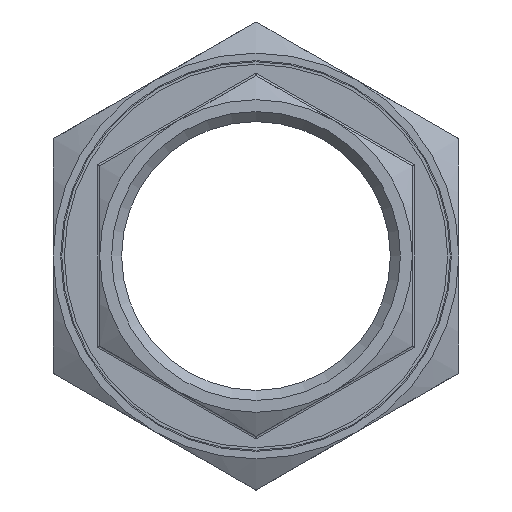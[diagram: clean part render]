
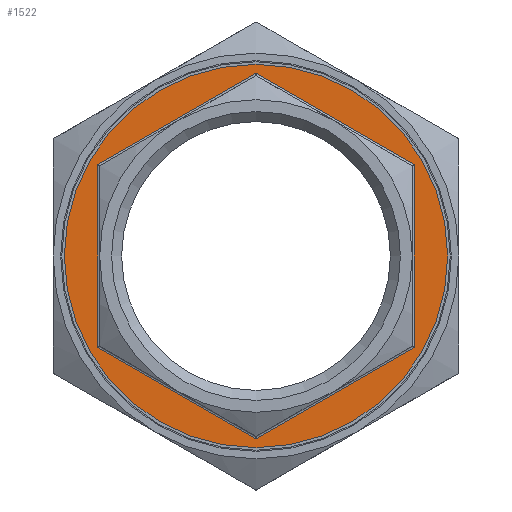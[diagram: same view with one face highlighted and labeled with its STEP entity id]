
A CAD part, front view. The second image highlights one B-rep face of the part: STEP entity #1522.
In plain terms, the highlighted planar face has unit normal (0, -1, 0).
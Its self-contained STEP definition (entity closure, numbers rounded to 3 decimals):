
#16=FACE_BOUND('',#420,.T.);
#112=CIRCLE('',#1682,51.5);
#230=PLANE('',#1681);
#314=FACE_OUTER_BOUND('',#419,.T.);
#419=EDGE_LOOP('',(#1300));
#420=EDGE_LOOP('',(#1301,#1302,#1303,#1304,#1305,#1306));
#505=LINE('',#2841,#565);
#509=LINE('',#2898,#569);
#513=LINE('',#2961,#573);
#517=LINE('',#3020,#577);
#521=LINE('',#3072,#581);
#527=LINE('',#3138,#587);
#565=VECTOR('',#1940,49.075);
#569=VECTOR('',#1956,49.075);
#573=VECTOR('',#1980,49.075);
#577=VECTOR('',#2000,49.075);
#581=VECTOR('',#2018,49.075);
#587=VECTOR('',#2050,49.075);
#695=VERTEX_POINT('',#2803);
#702=VERTEX_POINT('',#2840);
#708=VERTEX_POINT('',#2897);
#716=VERTEX_POINT('',#2960);
#722=VERTEX_POINT('',#3019);
#725=VERTEX_POINT('',#3050);
#732=VERTEX_POINT('',#3140);
#883=EDGE_CURVE('',#695,#702,#505,.T.);
#893=EDGE_CURVE('',#702,#708,#509,.T.);
#906=EDGE_CURVE('',#708,#716,#513,.T.);
#917=EDGE_CURVE('',#716,#722,#517,.T.);
#927=EDGE_CURVE('',#722,#725,#521,.T.);
#941=EDGE_CURVE('',#725,#695,#527,.T.);
#942=EDGE_CURVE('',#732,#732,#112,.T.);
#1300=ORIENTED_EDGE('',*,*,#942,.T.);
#1301=ORIENTED_EDGE('',*,*,#906,.F.);
#1302=ORIENTED_EDGE('',*,*,#893,.F.);
#1303=ORIENTED_EDGE('',*,*,#883,.F.);
#1304=ORIENTED_EDGE('',*,*,#941,.F.);
#1305=ORIENTED_EDGE('',*,*,#927,.F.);
#1306=ORIENTED_EDGE('',*,*,#917,.F.);
#1522=ADVANCED_FACE('',(#314,#16),#230,.F.);
#1681=AXIS2_PLACEMENT_3D('',#3139,#2051,#2052);
#1682=AXIS2_PLACEMENT_3D('',#3141,#2053,#2054);
#1940=DIRECTION('',(-0.866,0.,-0.5));
#1956=DIRECTION('',(0.,0.,-1.));
#1980=DIRECTION('',(0.866,0.,-0.5));
#2000=DIRECTION('',(0.866,0.,0.5));
#2018=DIRECTION('',(0.,0.,1.));
#2050=DIRECTION('',(-0.866,0.,0.5));
#2051=DIRECTION('center_axis',(0.,1.,0.));
#2052=DIRECTION('ref_axis',(0.,0.,1.));
#2053=DIRECTION('center_axis',(0.,-1.,0.));
#2054=DIRECTION('ref_axis',(1.,0.,0.));
#2803=CARTESIAN_POINT('',(0.,-15.,49.075));
#2840=CARTESIAN_POINT('',(-42.5,-15.,24.537));
#2841=CARTESIAN_POINT('',(-31.75,-15.,30.744));
#2897=CARTESIAN_POINT('',(-42.5,-15.,-24.537));
#2898=CARTESIAN_POINT('',(-42.5,-15.,-12.124));
#2960=CARTESIAN_POINT('',(0.,-15.,-49.075));
#2961=CARTESIAN_POINT('',(-10.75,-15.,-42.868));
#3019=CARTESIAN_POINT('',(42.5,-15.,-24.537));
#3020=CARTESIAN_POINT('',(31.75,-15.,-30.744));
#3050=CARTESIAN_POINT('',(42.5,-15.,24.537));
#3072=CARTESIAN_POINT('',(42.5,-15.,12.124));
#3138=CARTESIAN_POINT('',(10.75,-15.,42.868));
#3139=CARTESIAN_POINT('Origin',(0.,-15.,0.));
#3140=CARTESIAN_POINT('',(-51.5,-15.,0.));
#3141=CARTESIAN_POINT('Origin',(0.,-15.,0.));
